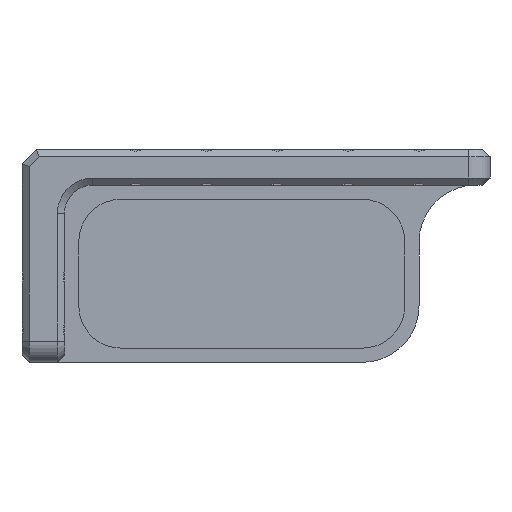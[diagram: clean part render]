
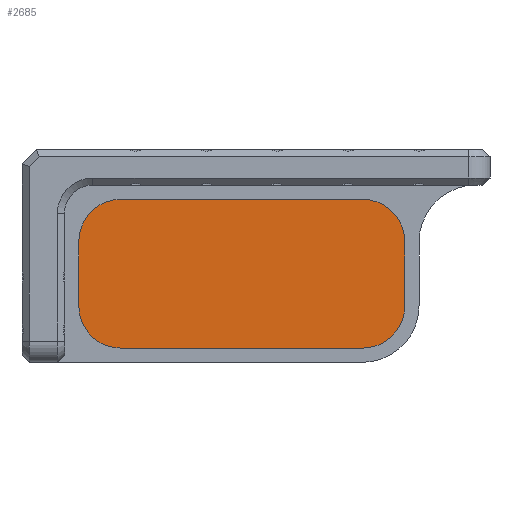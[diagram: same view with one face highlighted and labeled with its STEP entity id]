
A CAD part, front view. The second image highlights one B-rep face of the part: STEP entity #2685.
In plain terms, the highlighted planar face has unit normal (0, -1, 0).
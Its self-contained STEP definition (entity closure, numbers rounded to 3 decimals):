
#24 = CARTESIAN_POINT ( 'NONE',  ( -195.176, 5., -23. ) ) ;
#133 = AXIS2_PLACEMENT_3D ( 'NONE', #3658, #6654, #6737 ) ;
#297 = EDGE_CURVE ( 'NONE', #2176, #2238, #2486, .T. ) ;
#366 = LINE ( 'NONE', #983, #5922 ) ;
#420 = CARTESIAN_POINT ( 'NONE',  ( -229.176, 5., -8. ) ) ;
#728 = ORIENTED_EDGE ( 'NONE', *, *, #297, .T. ) ;
#907 = AXIS2_PLACEMENT_3D ( 'NONE', #420, #4009, #7515 ) ;
#923 = CIRCLE ( 'NONE', #5163, 6. ) ;
#979 = PLANE ( 'NONE',  #2599 ) ;
#983 = CARTESIAN_POINT ( 'NONE',  ( -235.176, 5., -4. ) ) ;
#1040 = VECTOR ( 'NONE', #6468, 1000. ) ;
#1120 = DIRECTION ( 'NONE',  ( 0., 0., 1. ) ) ;
#1317 = VERTEX_POINT ( 'NONE', #3921 ) ;
#1345 = EDGE_CURVE ( 'NONE', #2176, #7480, #2936, .T. ) ;
#1451 = VERTEX_POINT ( 'NONE', #1762 ) ;
#1535 = EDGE_CURVE ( 'NONE', #7480, #5746, #923, .T. ) ;
#1562 = ORIENTED_EDGE ( 'NONE', *, *, #3671, .T. ) ;
#1603 = LINE ( 'NONE', #6866, #6647 ) ;
#1762 = CARTESIAN_POINT ( 'NONE',  ( -235.176, 5., -17. ) ) ;
#1847 = CARTESIAN_POINT ( 'NONE',  ( -189.176, 5., -8. ) ) ;
#1893 = CIRCLE ( 'NONE', #5504, 6. ) ;
#2120 = VERTEX_POINT ( 'NONE', #5531 ) ;
#2133 = ORIENTED_EDGE ( 'NONE', *, *, #1345, .F. ) ;
#2176 = VERTEX_POINT ( 'NONE', #1847 ) ;
#2238 = VERTEX_POINT ( 'NONE', #6299 ) ;
#2308 = CARTESIAN_POINT ( 'NONE',  ( -229.176, 5., -23. ) ) ;
#2486 = CIRCLE ( 'NONE', #133, 6. ) ;
#2599 = AXIS2_PLACEMENT_3D ( 'NONE', #4091, #6454, #1120 ) ;
#2685 = ADVANCED_FACE ( 'NONE', ( #7008 ), #979, .T. ) ;
#2770 = EDGE_CURVE ( 'NONE', #5746, #5643, #3697, .T. ) ;
#2794 = CARTESIAN_POINT ( 'NONE',  ( -229.176, 5., -17. ) ) ;
#2936 = LINE ( 'NONE', #7066, #1040 ) ;
#3180 = ORIENTED_EDGE ( 'NONE', *, *, #1535, .F. ) ;
#3360 = DIRECTION ( 'NONE',  ( 0., 0., 1. ) ) ;
#3658 = CARTESIAN_POINT ( 'NONE',  ( -195.176, 5., -8. ) ) ;
#3659 = EDGE_CURVE ( 'NONE', #2120, #1317, #7232, .T. ) ;
#3671 = EDGE_CURVE ( 'NONE', #1451, #5643, #1893, .T. ) ;
#3697 = LINE ( 'NONE', #24, #6214 ) ;
#3921 = CARTESIAN_POINT ( 'NONE',  ( -235.176, 5., -8. ) ) ;
#4009 = DIRECTION ( 'NONE',  ( 0., -1., 0. ) ) ;
#4091 = CARTESIAN_POINT ( 'NONE',  ( -179.176, 5., -8. ) ) ;
#4345 = DIRECTION ( 'NONE',  ( 0., 0., 1. ) ) ;
#4388 = CARTESIAN_POINT ( 'NONE',  ( -195.176, 5., -23. ) ) ;
#4560 = ORIENTED_EDGE ( 'NONE', *, *, #3659, .T. ) ;
#4869 = EDGE_LOOP ( 'NONE', ( #6047, #1562, #7570, #3180, #2133, #728, #7254, #4560 ) ) ;
#5163 = AXIS2_PLACEMENT_3D ( 'NONE', #6584, #5978, #4345 ) ;
#5184 = DIRECTION ( 'NONE',  ( 0., -1., 0. ) ) ;
#5504 = AXIS2_PLACEMENT_3D ( 'NONE', #2794, #5184, #6962 ) ;
#5531 = CARTESIAN_POINT ( 'NONE',  ( -229.176, 5., -2. ) ) ;
#5566 = CARTESIAN_POINT ( 'NONE',  ( -189.176, 5., -17. ) ) ;
#5643 = VERTEX_POINT ( 'NONE', #2308 ) ;
#5746 = VERTEX_POINT ( 'NONE', #4388 ) ;
#5922 = VECTOR ( 'NONE', #3360, 1000. ) ;
#5978 = DIRECTION ( 'NONE',  ( 0., 1., 0. ) ) ;
#5997 = DIRECTION ( 'NONE',  ( -1., 0., 0. ) ) ;
#6047 = ORIENTED_EDGE ( 'NONE', *, *, #6200, .F. ) ;
#6200 = EDGE_CURVE ( 'NONE', #1451, #1317, #366, .T. ) ;
#6214 = VECTOR ( 'NONE', #5997, 1000. ) ;
#6299 = CARTESIAN_POINT ( 'NONE',  ( -195.176, 5., -2. ) ) ;
#6322 = DIRECTION ( 'NONE',  ( 1., 0., 0. ) ) ;
#6454 = DIRECTION ( 'NONE',  ( 0., -1., 0. ) ) ;
#6468 = DIRECTION ( 'NONE',  ( 0., 0., -1. ) ) ;
#6584 = CARTESIAN_POINT ( 'NONE',  ( -195.176, 5., -17. ) ) ;
#6647 = VECTOR ( 'NONE', #6322, 1000. ) ;
#6654 = DIRECTION ( 'NONE',  ( 0., -1., 0. ) ) ;
#6737 = DIRECTION ( 'NONE',  ( 0., 0., -1. ) ) ;
#6866 = CARTESIAN_POINT ( 'NONE',  ( -235.176, 5., -2. ) ) ;
#6962 = DIRECTION ( 'NONE',  ( 0., 0., -1. ) ) ;
#7008 = FACE_OUTER_BOUND ( 'NONE', #4869, .T. ) ;
#7066 = CARTESIAN_POINT ( 'NONE',  ( -189.176, 5., -8. ) ) ;
#7232 = CIRCLE ( 'NONE', #907, 6. ) ;
#7254 = ORIENTED_EDGE ( 'NONE', *, *, #7643, .F. ) ;
#7480 = VERTEX_POINT ( 'NONE', #5566 ) ;
#7515 = DIRECTION ( 'NONE',  ( 0., 0., -1. ) ) ;
#7570 = ORIENTED_EDGE ( 'NONE', *, *, #2770, .F. ) ;
#7643 = EDGE_CURVE ( 'NONE', #2120, #2238, #1603, .T. ) ;
